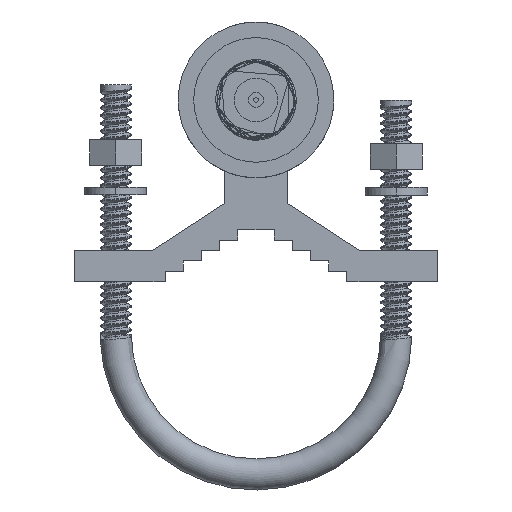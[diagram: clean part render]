
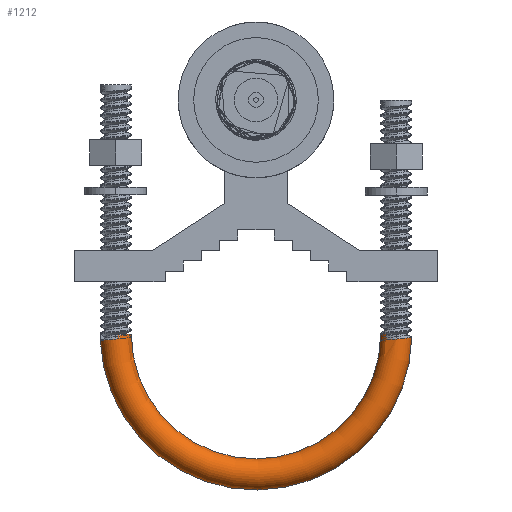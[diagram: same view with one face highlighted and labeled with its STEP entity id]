
A CAD part, front view. The second image highlights one B-rep face of the part: STEP entity #1212.
In plain terms, the highlighted toroidal (fillet/blend) face has major radius 27 mm and minor radius 3 mm.
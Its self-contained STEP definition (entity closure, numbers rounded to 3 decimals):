
#1 = AXIS2_PLACEMENT_3D ( 'NONE', #13033, #3196, #14688 ) ;
#229 = CARTESIAN_POINT ( 'NONE',  ( -56.368, -1.824, -46.145 ) ) ;
#262 = CARTESIAN_POINT ( 'NONE',  ( -53.992, -3., -45.937 ) ) ;
#411 = CARTESIAN_POINT ( 'NONE',  ( 2.84, -0.967, -45.637 ) ) ;
#468 = CARTESIAN_POINT ( 'NONE',  ( 0., -3., -45. ) ) ;
#632 = CARTESIAN_POINT ( 'NONE',  ( 2.975, -0.39, -45.589 ) ) ;
#793 = EDGE_CURVE ( 'NONE', #14150, #14826, #20725, .T. ) ;
#1212 = ADVANCED_FACE ( 'NONE', ( #16110 ), #11515, .T. ) ;
#2266 = CARTESIAN_POINT ( 'NONE',  ( 2.995, -0.196, -45.574 ) ) ;
#2290 = CIRCLE ( 'NONE', #12658, 3. ) ;
#2415 = B_SPLINE_CURVE_WITH_KNOTS ( 'NONE', 3,
 ( #8542, #5195, #18153, #10062, #8323, #13440, #3521, #229, #20082, #18311, #16581, #6746, #14867, #13293, #16648, #15017 ),
 .UNSPECIFIED., .F., .F.,
 ( 4, 2, 2, 2, 2, 2, 2, 4 ),
 ( 0., 0.001, 0.001, 0.002, 0.002, 0.003, 0.004, 0.005 ),
 .UNSPECIFIED. ) ;
#2566 = VERTEX_POINT ( 'NONE', #16179 ) ;
#2966 = VERTEX_POINT ( 'NONE', #8038 ) ;
#3108 = ORIENTED_EDGE ( 'NONE', *, *, #20926, .F. ) ;
#3184 = DIRECTION ( 'NONE',  ( 0., 0., 1. ) ) ;
#3196 = DIRECTION ( 'NONE',  ( 0., 1., 0. ) ) ;
#3521 = CARTESIAN_POINT ( 'NONE',  ( -56.583, -1.498, -46.175 ) ) ;
#3655 = DIRECTION ( 'NONE',  ( 0., 0., -1. ) ) ;
#3712 = CARTESIAN_POINT ( 'NONE',  ( 2.596, -1.502, -45.685 ) ) ;
#3770 = CARTESIAN_POINT ( 'NONE',  ( -53.999, -3., -45.308 ) ) ;
#3922 = CARTESIAN_POINT ( 'NONE',  ( 2.377, -1.83, -45.716 ) ) ;
#3969 = ORIENTED_EDGE ( 'NONE', *, *, #17967, .F. ) ;
#4302 = CARTESIAN_POINT ( 'NONE',  ( -27., 0., -45. ) ) ;
#4817 = ORIENTED_EDGE ( 'NONE', *, *, #16147, .F. ) ;
#4913 = EDGE_CURVE ( 'NONE', #14826, #2566, #2290, .T. ) ;
#4917 = CARTESIAN_POINT ( 'NONE',  ( -51., 0., -45. ) ) ;
#5195 = CARTESIAN_POINT ( 'NONE',  ( -56.973, -0.197, -46.282 ) ) ;
#5453 = CARTESIAN_POINT ( 'NONE',  ( 1.494, -2.602, -45.809 ) ) ;
#5535 = B_SPLINE_CURVE_WITH_KNOTS ( 'NONE', 3,
 ( #6926, #8800, #15416, #8866, #15270, #13548, #5453, #18414, #7072, #8711, #3922, #3712, #15341, #411, #16977, #632, #2266, #5594 ),
 .UNSPECIFIED., .F., .F.,
 ( 4, 2, 2, 2, 2, 2, 2, 2, 4 ),
 ( 0., 0.001, 0.001, 0.002, 0.002, 0.003, 0.004, 0.004, 0.005 ),
 .UNSPECIFIED. ) ;
#5594 = CARTESIAN_POINT ( 'NONE',  ( 2.995, 0., -45.559 ) ) ;
#6183 = ORIENTED_EDGE ( 'NONE', *, *, #15750, .F. ) ;
#6436 = CARTESIAN_POINT ( 'NONE',  ( -3., 0., -45. ) ) ;
#6489 = ORIENTED_EDGE ( 'NONE', *, *, #13117, .F. ) ;
#6746 = CARTESIAN_POINT ( 'NONE',  ( -55.491, -2.599, -46.057 ) ) ;
#6926 = CARTESIAN_POINT ( 'NONE',  ( -0.008, -3., -45.938 ) ) ;
#7018 = CARTESIAN_POINT ( 'NONE',  ( -54., 0., -45. ) ) ;
#7064 = CARTESIAN_POINT ( 'NONE',  ( -54., -3., -45. ) ) ;
#7072 = CARTESIAN_POINT ( 'NONE',  ( 1.975, -2.258, -45.761 ) ) ;
#7238 = CARTESIAN_POINT ( 'NONE',  ( 0., -3., -45. ) ) ;
#7676 = VERTEX_POINT ( 'NONE', #19062 ) ;
#8038 = CARTESIAN_POINT ( 'NONE',  ( -56.972, 0., -46.296 ) ) ;
#8099 = VERTEX_POINT ( 'NONE', #468 ) ;
#8323 = CARTESIAN_POINT ( 'NONE',  ( -56.823, -0.964, -46.221 ) ) ;
#8361 = DIRECTION ( 'NONE',  ( 0., 0., 1. ) ) ;
#8523 = DIRECTION ( 'NONE',  ( 0., 1., 0. ) ) ;
#8542 = CARTESIAN_POINT ( 'NONE',  ( -56.972, 0., -46.296 ) ) ;
#8711 = CARTESIAN_POINT ( 'NONE',  ( 2.252, -1.981, -45.731 ) ) ;
#8800 = CARTESIAN_POINT ( 'NONE',  ( 0.19, -2.999, -45.923 ) ) ;
#8866 = CARTESIAN_POINT ( 'NONE',  ( 0.768, -2.903, -45.874 ) ) ;
#8937 = B_SPLINE_CURVE_WITH_KNOTS ( 'NONE', 3,
 ( #7238, #15435, #20560, #18715 ),
 .UNSPECIFIED., .F., .F.,
 ( 4, 4 ),
 ( 0., 0.001 ),
 .UNSPECIFIED. ) ;
#9236 = CARTESIAN_POINT ( 'NONE',  ( -0.008, -3., -45.938 ) ) ;
#9497 = AXIS2_PLACEMENT_3D ( 'NONE', #18185, #8361, #19831 ) ;
#9524 = ORIENTED_EDGE ( 'NONE', *, *, #793, .T. ) ;
#9892 = CARTESIAN_POINT ( 'NONE',  ( 2.995, 0., -45.559 ) ) ;
#10062 = CARTESIAN_POINT ( 'NONE',  ( -56.879, -0.774, -46.236 ) ) ;
#10157 = ORIENTED_EDGE ( 'NONE', *, *, #4913, .T. ) ;
#10254 = VERTEX_POINT ( 'NONE', #9892 ) ;
#10447 = ORIENTED_EDGE ( 'NONE', *, *, #10510, .F. ) ;
#10510 = EDGE_CURVE ( 'NONE', #17410, #10254, #5535, .T. ) ;
#11515 = TOROIDAL_SURFACE ( 'NONE', #1, 27., 3. ) ;
#12658 = AXIS2_PLACEMENT_3D ( 'NONE', #7018, #3655, #15129 ) ;
#13033 = CARTESIAN_POINT ( 'NONE',  ( -27., 0., -45. ) ) ;
#13117 = EDGE_CURVE ( 'NONE', #10254, #2966, #14900, .T. ) ;
#13293 = CARTESIAN_POINT ( 'NONE',  ( -54.779, -2.918, -45.996 ) ) ;
#13440 = CARTESIAN_POINT ( 'NONE',  ( -56.674, -1.326, -46.19 ) ) ;
#13548 = CARTESIAN_POINT ( 'NONE',  ( 1.322, -2.694, -45.825 ) ) ;
#14150 = VERTEX_POINT ( 'NONE', #6436 ) ;
#14688 = DIRECTION ( 'NONE',  ( 0., 0., 1. ) ) ;
#14711 = AXIS2_PLACEMENT_3D ( 'NONE', #15870, #8523, #3184 ) ;
#14826 = VERTEX_POINT ( 'NONE', #4917 ) ;
#14867 = CARTESIAN_POINT ( 'NONE',  ( -55.318, -2.693, -46.042 ) ) ;
#14900 = CIRCLE ( 'NONE', #15622, 30. ) ;
#15017 = CARTESIAN_POINT ( 'NONE',  ( -53.992, -3., -45.937 ) ) ;
#15129 = DIRECTION ( 'NONE',  ( -1., 0., 0. ) ) ;
#15270 = CARTESIAN_POINT ( 'NONE',  ( 0.959, -2.845, -45.858 ) ) ;
#15341 = CARTESIAN_POINT ( 'NONE',  ( 2.69, -1.328, -45.668 ) ) ;
#15416 = CARTESIAN_POINT ( 'NONE',  ( 0.385, -2.98, -45.907 ) ) ;
#15435 = CARTESIAN_POINT ( 'NONE',  ( -0.001, -3., -45.313 ) ) ;
#15527 = DIRECTION ( 'NONE',  ( 0., 1., 0. ) ) ;
#15622 = AXIS2_PLACEMENT_3D ( 'NONE', #4302, #15527, #15806 ) ;
#15750 = EDGE_CURVE ( 'NONE', #8099, #17410, #8937, .T. ) ;
#15806 = DIRECTION ( 'NONE',  ( 0., 0., 1. ) ) ;
#15870 = CARTESIAN_POINT ( 'NONE',  ( -27., 0., -45. ) ) ;
#15875 = CIRCLE ( 'NONE', #9497, 3. ) ;
#16110 = FACE_OUTER_BOUND ( 'NONE', #20993, .T. ) ;
#16147 = EDGE_CURVE ( 'NONE', #14150, #8099, #15875, .T. ) ;
#16179 = CARTESIAN_POINT ( 'NONE',  ( -54., -3., -45. ) ) ;
#16581 = CARTESIAN_POINT ( 'NONE',  ( -55.817, -2.38, -46.087 ) ) ;
#16648 = CARTESIAN_POINT ( 'NONE',  ( -54.387, -2.999, -45.965 ) ) ;
#16760 = CARTESIAN_POINT ( 'NONE',  ( -53.997, -3., -45.623 ) ) ;
#16977 = CARTESIAN_POINT ( 'NONE',  ( 2.898, -0.778, -45.621 ) ) ;
#17410 = VERTEX_POINT ( 'NONE', #9236 ) ;
#17967 = EDGE_CURVE ( 'NONE', #7676, #2566, #19700, .T. ) ;
#18153 = CARTESIAN_POINT ( 'NONE',  ( -56.954, -0.392, -46.267 ) ) ;
#18185 = CARTESIAN_POINT ( 'NONE',  ( 0., 0., -45. ) ) ;
#18311 = CARTESIAN_POINT ( 'NONE',  ( -55.967, -2.255, -46.102 ) ) ;
#18414 = CARTESIAN_POINT ( 'NONE',  ( 1.821, -2.384, -45.777 ) ) ;
#18715 = CARTESIAN_POINT ( 'NONE',  ( -0.008, -3., -45.938 ) ) ;
#19062 = CARTESIAN_POINT ( 'NONE',  ( -53.992, -3., -45.937 ) ) ;
#19700 = B_SPLINE_CURVE_WITH_KNOTS ( 'NONE', 3,
 ( #262, #16760, #3770, #7064 ),
 .UNSPECIFIED., .F., .F.,
 ( 4, 4 ),
 ( 0.037, 0.038 ),
 .UNSPECIFIED. ) ;
#19831 = DIRECTION ( 'NONE',  ( 1., 0., 0. ) ) ;
#20082 = CARTESIAN_POINT ( 'NONE',  ( -56.242, -1.978, -46.13 ) ) ;
#20560 = CARTESIAN_POINT ( 'NONE',  ( -0.003, -3., -45.625 ) ) ;
#20725 = CIRCLE ( 'NONE', #14711, 24. ) ;
#20926 = EDGE_CURVE ( 'NONE', #2966, #7676, #2415, .T. ) ;
#20993 = EDGE_LOOP ( 'NONE', ( #6489, #10447, #6183, #4817, #9524, #10157, #3969, #3108 ) ) ;
